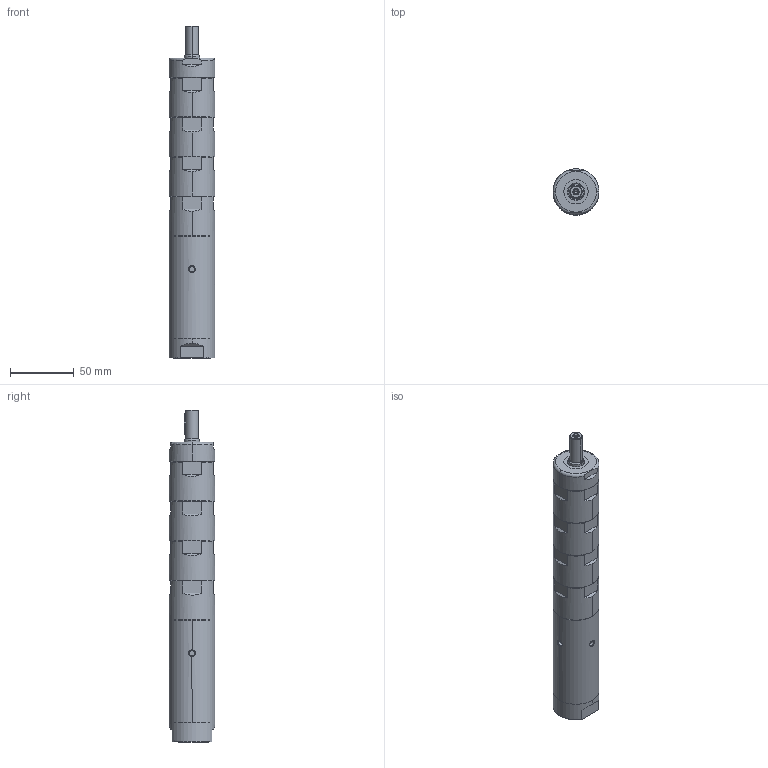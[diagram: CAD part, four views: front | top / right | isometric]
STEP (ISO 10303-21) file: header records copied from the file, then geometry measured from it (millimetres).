
FILE_DESCRIPTION((''),'2;1');
FILE_NAME('LZB22_L_LR_5_11_ASM','2015-10-08T',('Toodeo'),(''),'CREO PARAMETRIC BY PTC INC, 2015080','CREO PARAMETRIC BY PTC INC, 2015080','');
FILE_SCHEMA(('CONFIG_CONTROL_DESIGN','GEOMETRIC_VALIDATION_PROPERTIES_MIM'));
Length unit declared in the file: millimetre
Products named in the file (9): 4110106400; 4110107600; 4110087500; 4110106700; 4110106782_ASM; 4110086901; 4090055600; 0337253400; LZB22_L_LR_5_11_ASM
Assembly tree (11 placements, depth 3):
  LZB22_L_LR_5_11_ASM
    4110106400
    4110107600
    4110087500  x4
    4110106782_ASM
      4110106700
    4110086901
    4090055600
    0337253400
Bounding box: 36 x 36 x 260 mm (x, y, z)
Volume: 100026.7 mm3; surface area: 72038 mm2
Topology: 10 solids, 11 shells, 576 faces, 1346 edges, 844 vertices
Faces by surface type: plane 221, cylinder 194, cone 134, torus 27
Entity records: 14834 total; most frequent: CARTESIAN_POINT 2302, DIRECTION 2029, ORIENTED_EDGE 1828, PRESENTATION_STYLE_ASSIGNMENT 924, STYLED_ITEM 924, CURVE_STYLE 916, EDGE_CURVE 916, AXIS2_PLACEMENT_3D 762
